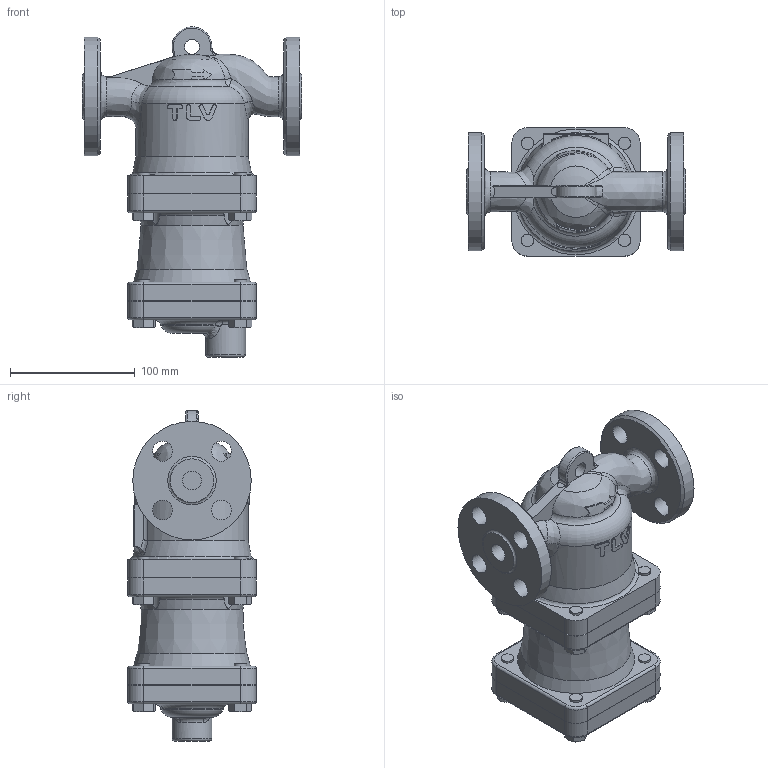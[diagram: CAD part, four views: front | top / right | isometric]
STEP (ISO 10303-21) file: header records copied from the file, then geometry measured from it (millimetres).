
FILE_DESCRIPTION(/* description */ (''),/* implementation_level */ '2;1');
FILE_NAME(/* name */ 'dc3s0-015-a0300-00.stp',/* time_stamp */ '2018-06-28T09:25:35+09:00',/* author */ ('nakaot'),/* organization */ (''),/* preprocessor_version */ 'ST-DEVELOPER v15.6',/* originating_system */ 'Autodesk Inventor 2015',/* authorisation */ '');
FILE_SCHEMA (('CONFIG_CONTROL_DESIGN'));
Length unit declared in the file: millimetre
Products named in the file (1): dc3s0-015-a0300-00
Bounding box: 176 x 103 x 264.96 mm (x, y, z)
Volume: 1750118.3 mm3; surface area: 171062.6 mm2
Topology: 1 solids, 1 shells, 411 faces, 1017 edges, 646 vertices
Faces by surface type: plane 161, cylinder 102, cone 57, bspline 56, torus 32, sphere 3
Full cylindrical faces by diameter (mm): 10 x16, 12 x9, 15 x2, 16 x8, 17.475 x1, 32 x1, 60 x1, 90 x2, 95 x2
Entity records: 18517 total; most frequent: CARTESIAN_POINT 9710, ORIENTED_EDGE 1872, DIRECTION 1660, EDGE_CURVE 934, AXIS2_PLACEMENT_3D 692, VERTEX_POINT 617, EDGE_LOOP 537, FACE_OUTER_BOUND 411
